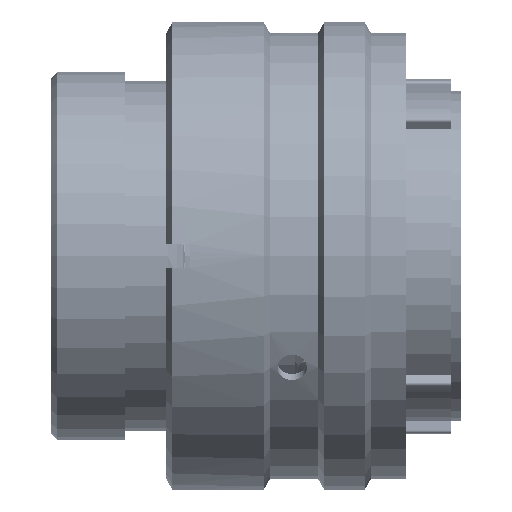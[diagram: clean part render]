
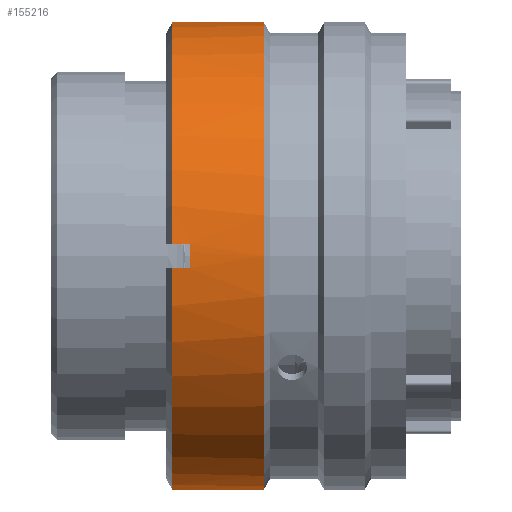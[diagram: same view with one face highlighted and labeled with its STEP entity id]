
A CAD part, front view. The second image highlights one B-rep face of the part: STEP entity #155216.
In plain terms, the highlighted cylindrical face has radius 19.05 mm (diameter 38.1 mm), a partial arc.
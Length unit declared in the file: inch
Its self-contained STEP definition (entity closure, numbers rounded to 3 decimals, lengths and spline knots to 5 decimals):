
#1107 = VERTEX_POINT ( 'NONE', #298347 ) ;
#1339 = DIRECTION ( 'NONE',  ( -1., 0., 0. ) ) ;
#6634 = CARTESIAN_POINT ( 'NONE',  ( 0.68102, 0., 0. ) ) ;
#7440 = EDGE_CURVE ( 'NONE', #268725, #130771, #114041, .T. ) ;
#10248 = DIRECTION ( 'NONE',  ( 0., 0., -1. ) ) ;
#30307 = DIRECTION ( 'NONE',  ( 0., 0., -1. ) ) ;
#31358 = VERTEX_POINT ( 'NONE', #136117 ) ;
#32813 = ORIENTED_EDGE ( 'NONE', *, *, #221121, .T. ) ;
#32969 = AXIS2_PLACEMENT_3D ( 'NONE', #278719, #138066, #302440 ) ;
#46352 = EDGE_CURVE ( 'NONE', #1107, #91272, #181791, .T. ) ;
#46861 = CARTESIAN_POINT ( 'NONE',  ( 0.44402, 0., 0. ) ) ;
#47876 = VERTEX_POINT ( 'NONE', #134540 ) ;
#50727 = EDGE_LOOP ( 'NONE', ( #148452, #155180, #105273, #53791, #73839, #76363, #305222, #32813, #289705, #139721, #301471, #273319 ) ) ;
#52956 = EDGE_CURVE ( 'NONE', #130771, #47876, #288656, .T. ) ;
#53791 = ORIENTED_EDGE ( 'NONE', *, *, #52956, .T. ) ;
#60941 = AXIS2_PLACEMENT_3D ( 'NONE', #291890, #151228, #10248 ) ;
#62316 = DIRECTION ( 'NONE',  ( 1., 0., 0. ) ) ;
#63724 = DIRECTION ( 'NONE',  ( 1., 0., 0. ) ) ;
#70570 = DIRECTION ( 'NONE',  ( 0., 0., 1. ) ) ;
#71714 = EDGE_CURVE ( 'NONE', #240286, #91272, #173045, .T. ) ;
#73839 = ORIENTED_EDGE ( 'NONE', *, *, #267342, .T. ) ;
#76363 = ORIENTED_EDGE ( 'NONE', *, *, #257892, .T. ) ;
#76378 = VECTOR ( 'NONE', #62316, 39.37008 ) ;
#77203 = DIRECTION ( 'NONE',  ( 1., 0., 0. ) ) ;
#80522 = VERTEX_POINT ( 'NONE', #119146 ) ;
#80982 = AXIS2_PLACEMENT_3D ( 'NONE', #218042, #77203, #241611 ) ;
#81684 = CARTESIAN_POINT ( 'NONE',  ( 0.44402, -0.03937, -0.74897 ) ) ;
#83847 = CARTESIAN_POINT ( 'NONE',  ( 1.1389, -0.03937, -0.74897 ) ) ;
#87257 = EDGE_CURVE ( 'NONE', #196573, #240286, #259329, .T. ) ;
#87312 = CARTESIAN_POINT ( 'NONE',  ( 1.1389, 0., 0. ) ) ;
#89176 = DIRECTION ( 'NONE',  ( 1., 0., 0. ) ) ;
#91272 = VERTEX_POINT ( 'NONE', #148824 ) ;
#93897 = AXIS2_PLACEMENT_3D ( 'NONE', #6634, #171222, #30307 ) ;
#98980 = CIRCLE ( 'NONE', #60941, 0.75 ) ;
#103900 = CIRCLE ( 'NONE', #80982, 0.75 ) ;
#105273 = ORIENTED_EDGE ( 'NONE', *, *, #7440, .T. ) ;
#106486 = CIRCLE ( 'NONE', #181499, 0.75 ) ;
#114041 = LINE ( 'NONE', #190602, #176590 ) ;
#119016 = VECTOR ( 'NONE', #291739, 39.37008 ) ;
#119146 = CARTESIAN_POINT ( 'NONE',  ( 0.3889, -0.74897, -0.03937 ) ) ;
#119417 = CARTESIAN_POINT ( 'NONE',  ( 0.44402, -0.74897, 0.03937 ) ) ;
#124405 = CARTESIAN_POINT ( 'NONE',  ( 0.44402, 0., 0.75 ) ) ;
#125801 = DIRECTION ( 'NONE',  ( 1., 0., 0. ) ) ;
#128448 = EDGE_CURVE ( 'NONE', #282196, #1107, #106486, .T. ) ;
#130771 = VERTEX_POINT ( 'NONE', #143375 ) ;
#134540 = CARTESIAN_POINT ( 'NONE',  ( 0.3889, -0.74897, 0.03937 ) ) ;
#136117 = CARTESIAN_POINT ( 'NONE',  ( 0.3889, -0.03937, -0.74897 ) ) ;
#138066 = DIRECTION ( 'NONE',  ( 1., 0., 0. ) ) ;
#138376 = CARTESIAN_POINT ( 'NONE',  ( 1.1389, 0., -0.75 ) ) ;
#139721 = ORIENTED_EDGE ( 'NONE', *, *, #128448, .T. ) ;
#140664 = DIRECTION ( 'NONE',  ( 1., 0., 0. ) ) ;
#143375 = CARTESIAN_POINT ( 'NONE',  ( 0.3889, -0.03937, 0.74897 ) ) ;
#148452 = ORIENTED_EDGE ( 'NONE', *, *, #87257, .F. ) ;
#148824 = CARTESIAN_POINT ( 'NONE',  ( 0.68102, 0., -0.75 ) ) ;
#150045 = CARTESIAN_POINT ( 'NONE',  ( 1.1389, -0.74897, -0.03937 ) ) ;
#151228 = DIRECTION ( 'NONE',  ( 1., 0., 0. ) ) ;
#155180 = ORIENTED_EDGE ( 'NONE', *, *, #220658, .T. ) ;
#155216 = ADVANCED_FACE ( 'NONE', ( #238820 ), #264500, .T. ) ;
#155277 = CARTESIAN_POINT ( 'NONE',  ( 0.44402, -0.03937, 0.74897 ) ) ;
#163233 = AXIS2_PLACEMENT_3D ( 'NONE', #266488, #125801, #290142 ) ;
#171222 = DIRECTION ( 'NONE',  ( 1., 0., 0. ) ) ;
#173045 = CIRCLE ( 'NONE', #93897, 0.75 ) ;
#174418 = VECTOR ( 'NONE', #302752, 39.37008 ) ;
#176590 = VECTOR ( 'NONE', #1339, 39.37008 ) ;
#178975 = CARTESIAN_POINT ( 'NONE',  ( 0.44402, -0.74897, -0.03937 ) ) ;
#181499 = AXIS2_PLACEMENT_3D ( 'NONE', #46861, #211371, #70570 ) ;
#181791 = LINE ( 'NONE', #138376, #174418 ) ;
#182785 = CARTESIAN_POINT ( 'NONE',  ( 1.1389, 0., 0.75 ) ) ;
#188086 = CIRCLE ( 'NONE', #163233, 0.75 ) ;
#190602 = CARTESIAN_POINT ( 'NONE',  ( 1.1389, -0.03937, 0.74897 ) ) ;
#193046 = CARTESIAN_POINT ( 'NONE',  ( 0.68102, 0., 0.75 ) ) ;
#196573 = VERTEX_POINT ( 'NONE', #124405 ) ;
#196909 = VECTOR ( 'NONE', #89176, 39.37008 ) ;
#201418 = LINE ( 'NONE', #83847, #76378 ) ;
#211371 = DIRECTION ( 'NONE',  ( 1., 0., 0. ) ) ;
#215588 = VECTOR ( 'NONE', #140664, 39.37008 ) ;
#218042 = CARTESIAN_POINT ( 'NONE',  ( 0.44402, 0., 0. ) ) ;
#220658 = EDGE_CURVE ( 'NONE', #196573, #268725, #188086, .T. ) ;
#221121 = EDGE_CURVE ( 'NONE', #80522, #31358, #98980, .T. ) ;
#229076 = DIRECTION ( 'NONE',  ( 0., 0., -1. ) ) ;
#237551 = AXIS2_PLACEMENT_3D ( 'NONE', #87312, #63724, #229076 ) ;
#238820 = FACE_OUTER_BOUND ( 'NONE', #50727, .T. ) ;
#240286 = VERTEX_POINT ( 'NONE', #193046 ) ;
#241611 = DIRECTION ( 'NONE',  ( 0., 0., 1. ) ) ;
#248532 = LINE ( 'NONE', #305070, #215588 ) ;
#251329 = LINE ( 'NONE', #150045, #119016 ) ;
#257892 = EDGE_CURVE ( 'NONE', #266833, #286416, #103900, .T. ) ;
#259329 = LINE ( 'NONE', #182785, #196909 ) ;
#264500 = CYLINDRICAL_SURFACE ( 'NONE', #237551, 0.75 ) ;
#266488 = CARTESIAN_POINT ( 'NONE',  ( 0.44402, 0., 0. ) ) ;
#266833 = VERTEX_POINT ( 'NONE', #119417 ) ;
#267342 = EDGE_CURVE ( 'NONE', #47876, #266833, #248532, .T. ) ;
#268725 = VERTEX_POINT ( 'NONE', #155277 ) ;
#273319 = ORIENTED_EDGE ( 'NONE', *, *, #71714, .F. ) ;
#278719 = CARTESIAN_POINT ( 'NONE',  ( 0.3889, 0., 0. ) ) ;
#279981 = EDGE_CURVE ( 'NONE', #286416, #80522, #251329, .T. ) ;
#282196 = VERTEX_POINT ( 'NONE', #81684 ) ;
#286416 = VERTEX_POINT ( 'NONE', #178975 ) ;
#288656 = CIRCLE ( 'NONE', #32969, 0.75 ) ;
#289705 = ORIENTED_EDGE ( 'NONE', *, *, #302078, .T. ) ;
#290142 = DIRECTION ( 'NONE',  ( 0., 0., 1. ) ) ;
#291739 = DIRECTION ( 'NONE',  ( -1., 0., 0. ) ) ;
#291890 = CARTESIAN_POINT ( 'NONE',  ( 0.3889, 0., 0. ) ) ;
#298347 = CARTESIAN_POINT ( 'NONE',  ( 0.44402, 0., -0.75 ) ) ;
#301471 = ORIENTED_EDGE ( 'NONE', *, *, #46352, .T. ) ;
#302078 = EDGE_CURVE ( 'NONE', #31358, #282196, #201418, .T. ) ;
#302440 = DIRECTION ( 'NONE',  ( 0., 0., -1. ) ) ;
#302752 = DIRECTION ( 'NONE',  ( 1., 0., 0. ) ) ;
#305070 = CARTESIAN_POINT ( 'NONE',  ( 1.1389, -0.74897, 0.03937 ) ) ;
#305222 = ORIENTED_EDGE ( 'NONE', *, *, #279981, .T. ) ;
